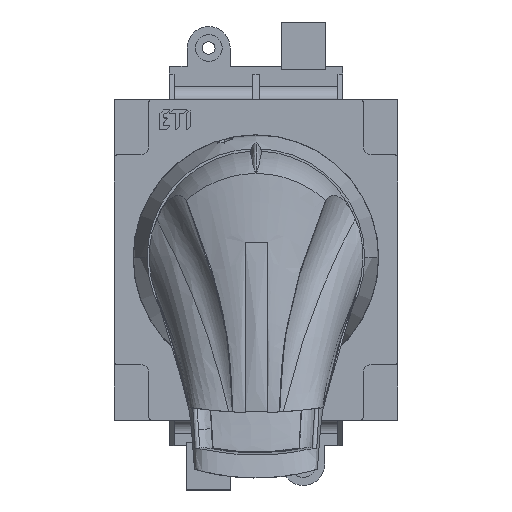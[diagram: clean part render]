
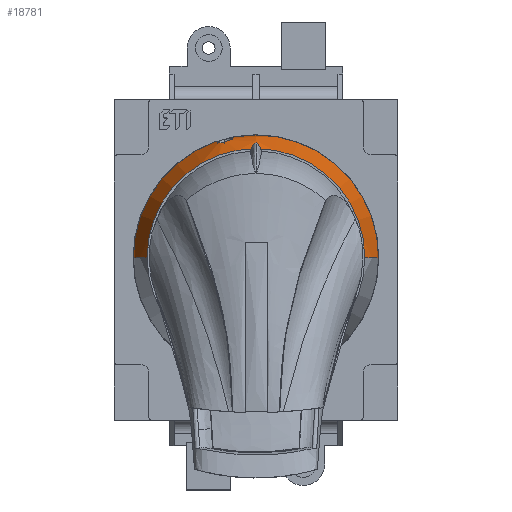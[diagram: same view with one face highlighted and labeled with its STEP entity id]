
A CAD part, top view. The second image highlights one B-rep face of the part: STEP entity #18781.
In plain terms, the highlighted free-form (B-spline) face has degree [3, 3] with [7, 4] control points.
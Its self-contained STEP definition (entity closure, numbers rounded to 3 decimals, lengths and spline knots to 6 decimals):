
#1716=CARTESIAN_POINT('',(0.,0.,0.0165));
#1717=DIRECTION('',(0.,0.,-1.));
#1718=DIRECTION('',(-1.,0.,0.));
#1719=AXIS2_PLACEMENT_3D('',#1716,#1717,#1718);
#1813=CARTESIAN_POINT('',(-0.007615,0.,
0.000541));
#1814=DIRECTION('',(0.,-1.,0.));
#1815=DIRECTION('',(-0.86,0.,0.51));
#1816=AXIS2_PLACEMENT_3D('',#1813,#1814,#1815);
#1821=CARTESIAN_POINT('',(0.,0.,0.0009));
#1822=DIRECTION('',(0.,0.,-1.));
#1823=DIRECTION('',(-1.,0.,0.));
#1824=AXIS2_PLACEMENT_3D('',#1821,#1822,#1823);
#1837=CARTESIAN_POINT('',(0.03454,0.,
0.0165));
#1838=CARTESIAN_POINT('',(0.035237,0.,
0.015325));
#1839=CARTESIAN_POINT('',(0.036474,0.,
0.012886));
#1840=CARTESIAN_POINT('',(0.037833,0.,
0.009033));
#1841=CARTESIAN_POINT('',(0.038685,0.,
0.00501));
#1842=CARTESIAN_POINT('',(0.038897,0.,
0.002272));
#1843=CARTESIAN_POINT('',(0.038913,0.,
0.0009));
#3590=CARTESIAN_POINT('',(-0.0099,0.036726,
0.0079));
#3591=CARTESIAN_POINT('',(-0.010135,0.036663,
0.0079));
#3592=CARTESIAN_POINT('',(-0.010596,0.036551,
0.00783));
#3593=CARTESIAN_POINT('',(-0.011202,0.036438,
0.007552));
#3594=CARTESIAN_POINT('',(-0.011722,0.036378,
0.007112));
#3595=CARTESIAN_POINT('',(-0.012101,0.036378,
0.006535));
#3596=CARTESIAN_POINT('',(-0.012299,0.036437,
0.005891));
#3597=CARTESIAN_POINT('',(-0.012316,0.036545,
0.005225));
#3598=CARTESIAN_POINT('',(-0.012139,0.036706,
0.004543));
#3599=CARTESIAN_POINT('',(-0.011768,0.036901,
0.003941));
#3600=CARTESIAN_POINT('',(-0.011248,0.037112,
0.003473));
#3601=CARTESIAN_POINT('',(-0.010599,0.037331,
0.003168));
#3602=CARTESIAN_POINT('',(-0.010134,0.037464,
0.0031));
#3603=CARTESIAN_POINT('',(-0.0099,0.037526,
0.0031));
#3615=CARTESIAN_POINT('',(-0.0099,0.037526,
0.0031));
#3616=CARTESIAN_POINT('',(-0.009664,0.037588,
0.0031));
#3617=CARTESIAN_POINT('',(-0.009201,0.037699,
0.003171));
#3618=CARTESIAN_POINT('',(-0.008594,0.037817,
0.00345));
#3619=CARTESIAN_POINT('',(-0.008077,0.037886,
0.003889));
#3620=CARTESIAN_POINT('',(-0.007696,0.037895,
0.00447));
#3621=CARTESIAN_POINT('',(-0.007502,0.037845,
0.005111));
#3622=CARTESIAN_POINT('',(-0.007483,0.037742,
0.005774));
#3623=CARTESIAN_POINT('',(-0.007662,0.03758,
0.006459));
#3624=CARTESIAN_POINT('',(-0.008033,0.037377,
0.007061));
#3625=CARTESIAN_POINT('',(-0.008553,0.037156,
0.007528));
#3626=CARTESIAN_POINT('',(-0.009205,0.036926,
0.007834));
#3627=CARTESIAN_POINT('',(-0.009668,0.036789,
0.0079));
#3628=CARTESIAN_POINT('',(-0.0099,0.036726,
0.0079));
#3754=CARTESIAN_POINT('',(-0.03454,0.,
0.0165));
#3755=CARTESIAN_POINT('',(0.03454,0.,
0.0165));
#3756=VERTEX_POINT('',#3754);
#3757=VERTEX_POINT('',#3755);
#3762=CARTESIAN_POINT('',(-0.038913,0.000001,
0.0009));
#3763=VERTEX_POINT('',#3762);
#3764=CARTESIAN_POINT('',(0.038913,0.,0.0009));
#3765=VERTEX_POINT('',#3764);
#3766=VERTEX_POINT('',#3590);
#3767=VERTEX_POINT('',#3603);
#18737=CARTESIAN_POINT('',(0.038838,-0.002444,
0.000572));
#18738=CARTESIAN_POINT('',(0.038832,-0.002443,
0.006325));
#18739=CARTESIAN_POINT('',(0.037283,-0.002346,
0.011864));
#18740=CARTESIAN_POINT('',(0.034304,-0.002159,
0.016781));
#18741=CARTESIAN_POINT('',(0.040342,0.021457,
0.000572));
#18742=CARTESIAN_POINT('',(0.040336,0.021454,
0.006325));
#18743=CARTESIAN_POINT('',(0.038726,0.020598,
0.011864));
#18744=CARTESIAN_POINT('',(0.035632,0.018952,
0.016781));
#18745=CARTESIAN_POINT('',(0.023948,0.038914,
0.000572));
#18746=CARTESIAN_POINT('',(0.023945,0.038909,
0.006325));
#18747=CARTESIAN_POINT('',(0.022989,0.037356,
0.011864));
#18748=CARTESIAN_POINT('',(0.021152,0.034372,
0.016781));
#18749=CARTESIAN_POINT('',(0.,0.038915,
0.000572));
#18750=CARTESIAN_POINT('',(0.,0.038909,
0.006325));
#18751=CARTESIAN_POINT('',(0.,0.037356,
0.011864));
#18752=CARTESIAN_POINT('',(0.,0.034372,
0.016781));
#18753=CARTESIAN_POINT('',(-0.023948,0.038915,
0.000572));
#18754=CARTESIAN_POINT('',(-0.023944,0.038909,
0.006325));
#18755=CARTESIAN_POINT('',(-0.022989,0.037356,
0.011864));
#18756=CARTESIAN_POINT('',(-0.021152,0.034372,
0.016781));
#18757=CARTESIAN_POINT('',(-0.040342,0.021457,
0.000572));
#18758=CARTESIAN_POINT('',(-0.040336,0.021454,
0.006325));
#18759=CARTESIAN_POINT('',(-0.038726,0.020598,
0.011864));
#18760=CARTESIAN_POINT('',(-0.035632,0.018952,
0.016781));
#18761=CARTESIAN_POINT('',(-0.038838,-0.002444,
0.000572));
#18762=CARTESIAN_POINT('',(-0.038832,-0.002443,
0.006325));
#18763=CARTESIAN_POINT('',(-0.037283,-0.002346,
0.011864));
#18764=CARTESIAN_POINT('',(-0.034304,-0.002158,
0.016781));
#18765=(BOUNDED_SURFACE()B_SPLINE_SURFACE(3,3,((#18737,#18738,#18739,#18740),(
#18741,#18742,#18743,#18744),(#18745,#18746,#18747,#18748),(#18749,#18750,
#18751,#18752),(#18753,#18754,#18755,#18756),(#18757,#18758,#18759,#18760),(
#18761,#18762,#18763,#18764)),.UNSPECIFIED.,.F.,.F.,.F.)B_SPLINE_SURFACE_WITH_KNOTS((4,3,4),(4,4),(0.,1.,2.),(0.,1.),.UNSPECIFIED.)GEOMETRIC_REPRESENTATION_ITEM()RATIONAL_B_SPLINE_SURFACE(((1.21,1.18,
1.18,1.21),(0.955,0.932,
0.932,0.955),(0.955,0.932,
0.932,0.955),(1.21,1.18,
1.18,1.21),(0.955,0.932,
0.932,0.955),(0.955,0.932,
0.932,0.955),(1.21,1.18,
1.18,1.21)))REPRESENTATION_ITEM('')SURFACE());
#18766=ORIENTED_EDGE('',*,*,#18720,.F.);
#18768=ORIENTED_EDGE('',*,*,#18767,.T.);
#18770=ORIENTED_EDGE('',*,*,#18769,.T.);
#18772=ORIENTED_EDGE('',*,*,#18771,.F.);
#18773=EDGE_LOOP('',(#18766,#18768,#18770,#18772));
#18774=FACE_OUTER_BOUND('',#18773,.F.);
#18776=ORIENTED_EDGE('',*,*,#18775,.F.);
#18778=ORIENTED_EDGE('',*,*,#18777,.F.);
#18779=EDGE_LOOP('',(#18776,#18778));
#18780=FACE_BOUND('',#18779,.F.);
#1720=CIRCLE('',#1719,0.03454);
#1817=CIRCLE('',#1816,0.0313);
#1825=CIRCLE('',#1824,0.038913);
#1844=B_SPLINE_CURVE_WITH_KNOTS('',3,(#1837,#1838,#1839,#1840,#1841,#1842,
#1843),.UNSPECIFIED.,.F.,.F.,(4,1,1,1,4),(0.,0.25,0.5,0.75,1.),
.UNSPECIFIED.);
#3604=B_SPLINE_CURVE_WITH_KNOTS('',3,(#3590,#3591,#3592,#3593,#3594,#3595,#3596,
#3597,#3598,#3599,#3600,#3601,#3602,#3603),.UNSPECIFIED.,.F.,.F.,(4,1,1,1,1,1,1,
1,1,1,1,4),(0.,0.090909,0.181818,0.272727,
0.363636,0.454545,0.545455,0.636364,
0.727273,0.818182,0.909091,1.),.UNSPECIFIED.);
#3629=B_SPLINE_CURVE_WITH_KNOTS('',3,(#3615,#3616,#3617,#3618,#3619,#3620,#3621,
#3622,#3623,#3624,#3625,#3626,#3627,#3628),.UNSPECIFIED.,.F.,.F.,(4,1,1,1,1,1,1,
1,1,1,1,4),(0.,0.090909,0.181818,0.272727,
0.363636,0.454545,0.545455,0.636364,
0.727273,0.818182,0.909091,1.),.UNSPECIFIED.);
#18720=EDGE_CURVE('',#3756,#3757,#1720,.T.);
#18767=EDGE_CURVE('',#3756,#3763,#1817,.T.);
#18769=EDGE_CURVE('',#3763,#3765,#1825,.T.);
#18771=EDGE_CURVE('',#3757,#3765,#1844,.T.);
#18775=EDGE_CURVE('',#3766,#3767,#3604,.T.);
#18777=EDGE_CURVE('',#3767,#3766,#3629,.T.);
#18781=ADVANCED_FACE('',(#18774,#18780),#18765,.T.);
